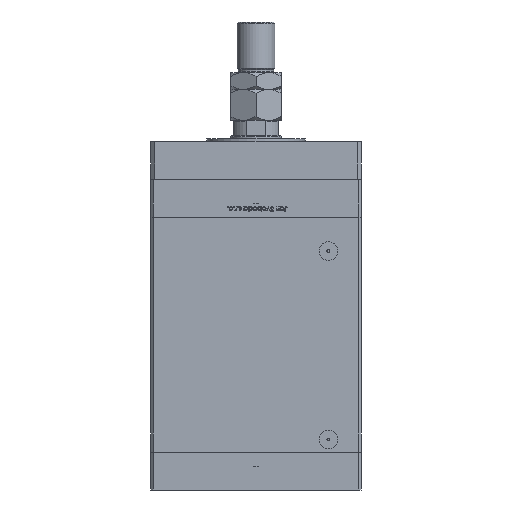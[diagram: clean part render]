
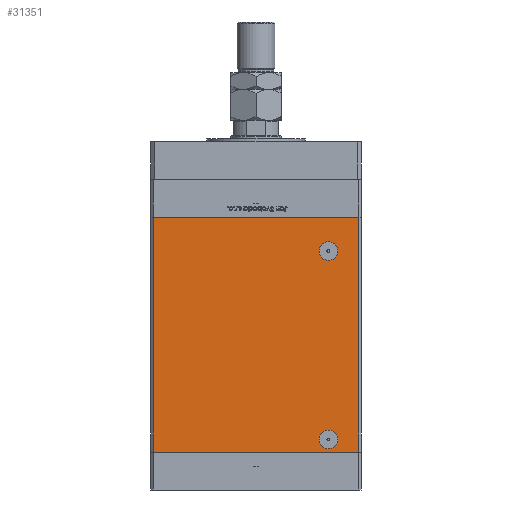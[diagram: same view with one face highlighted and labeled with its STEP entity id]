
A CAD part, front view. The second image highlights one B-rep face of the part: STEP entity #31351.
In plain terms, the highlighted planar face has unit normal (0, -1, 0).
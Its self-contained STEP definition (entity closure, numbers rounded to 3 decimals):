
#81 = DIRECTION ( 'NONE',  ( 0., 0., -1. ) ) ;
#1787 = AXIS2_PLACEMENT_3D ( 'NONE', #8994, #51148, #81 ) ;
#2812 = EDGE_CURVE ( 'NONE', #11921, #31405, #32279, .T. ) ;
#4035 = AXIS2_PLACEMENT_3D ( 'NONE', #6595, #32014, #23607 ) ;
#4671 = VERTEX_POINT ( 'NONE', #25835 ) ;
#5262 = VERTEX_POINT ( 'NONE', #52372 ) ;
#6595 = CARTESIAN_POINT ( 'NONE',  ( 51.5, -62.5, 9. ) ) ;
#7060 = CARTESIAN_POINT ( 'NONE',  ( -73., -62.5, 0. ) ) ;
#8994 = CARTESIAN_POINT ( 'NONE',  ( 51.5, -62.5, 9. ) ) ;
#9281 = EDGE_CURVE ( 'NONE', #31405, #4671, #9662, .T. ) ;
#9662 = LINE ( 'NONE', #16932, #20683 ) ;
#10163 = EDGE_CURVE ( 'NONE', #24038, #4671, #39121, .T. ) ;
#10282 = CIRCLE ( 'NONE', #4035, 6.58 ) ;
#10577 = VECTOR ( 'NONE', #24703, 1000. ) ;
#11583 = DIRECTION ( 'NONE',  ( 0., 0., 1. ) ) ;
#11921 = VERTEX_POINT ( 'NONE', #17291 ) ;
#12156 = EDGE_CURVE ( 'NONE', #35819, #5262, #31348, .T. ) ;
#14863 = AXIS2_PLACEMENT_3D ( 'NONE', #15481, #54294, #11583 ) ;
#15481 = CARTESIAN_POINT ( 'NONE',  ( -73., -62.5, 167. ) ) ;
#15625 = AXIS2_PLACEMENT_3D ( 'NONE', #16655, #21407, #38717 ) ;
#15759 = FACE_BOUND ( 'NONE', #35088, .T. ) ;
#16655 = CARTESIAN_POINT ( 'NONE',  ( 51.5, -62.5, 143. ) ) ;
#16664 = CARTESIAN_POINT ( 'NONE',  ( 51.5, -62.5, 143. ) ) ;
#16932 = CARTESIAN_POINT ( 'NONE',  ( 73., -62.5, 167. ) ) ;
#17291 = CARTESIAN_POINT ( 'NONE',  ( -73., -62.5, 167. ) ) ;
#18709 = CIRCLE ( 'NONE', #1787, 6.58 ) ;
#20389 = LINE ( 'NONE', #40773, #21837 ) ;
#20683 = VECTOR ( 'NONE', #33991, 1000. ) ;
#21407 = DIRECTION ( 'NONE',  ( 0., 1., 0. ) ) ;
#21757 = EDGE_CURVE ( 'NONE', #11921, #24038, #20389, .T. ) ;
#21837 = VECTOR ( 'NONE', #36329, 1000. ) ;
#21906 = EDGE_CURVE ( 'NONE', #38082, #48721, #10282, .T. ) ;
#23607 = DIRECTION ( 'NONE',  ( 0., 0., -1. ) ) ;
#23654 = ORIENTED_EDGE ( 'NONE', *, *, #10163, .T. ) ;
#24038 = VERTEX_POINT ( 'NONE', #7060 ) ;
#24421 = FACE_OUTER_BOUND ( 'NONE', #31185, .T. ) ;
#24703 = DIRECTION ( 'NONE',  ( 1., 0., 0. ) ) ;
#25010 = ORIENTED_EDGE ( 'NONE', *, *, #21757, .T. ) ;
#25593 = ORIENTED_EDGE ( 'NONE', *, *, #26231, .T. ) ;
#25835 = CARTESIAN_POINT ( 'NONE',  ( 73., -62.5, 0. ) ) ;
#26231 = EDGE_CURVE ( 'NONE', #5262, #35819, #45037, .T. ) ;
#26552 = CARTESIAN_POINT ( 'NONE',  ( -73., -62.5, 0. ) ) ;
#31185 = EDGE_LOOP ( 'NONE', ( #23654, #39062, #49244, #25010 ) ) ;
#31348 = CIRCLE ( 'NONE', #53616, 6.58 ) ;
#31351 = ADVANCED_FACE ( 'NONE', ( #15759, #24421, #41459 ), #31993, .F. ) ;
#31405 = VERTEX_POINT ( 'NONE', #44531 ) ;
#31993 = PLANE ( 'NONE',  #14863 ) ;
#32014 = DIRECTION ( 'NONE',  ( 0., -1., 0. ) ) ;
#32279 = LINE ( 'NONE', #41749, #10577 ) ;
#33451 = DIRECTION ( 'NONE',  ( 0., 1., 0. ) ) ;
#33991 = DIRECTION ( 'NONE',  ( 0., 0., -1. ) ) ;
#35088 = EDGE_LOOP ( 'NONE', ( #45233, #51891 ) ) ;
#35819 = VERTEX_POINT ( 'NONE', #38737 ) ;
#36329 = DIRECTION ( 'NONE',  ( 0., 0., -1. ) ) ;
#38082 = VERTEX_POINT ( 'NONE', #46007 ) ;
#38166 = DIRECTION ( 'NONE',  ( 0., 0., -1. ) ) ;
#38717 = DIRECTION ( 'NONE',  ( 0., 0., -1. ) ) ;
#38737 = CARTESIAN_POINT ( 'NONE',  ( 51.5, -62.5, 149.58 ) ) ;
#39062 = ORIENTED_EDGE ( 'NONE', *, *, #9281, .F. ) ;
#39121 = LINE ( 'NONE', #26552, #46548 ) ;
#40773 = CARTESIAN_POINT ( 'NONE',  ( -73., -62.5, 167. ) ) ;
#41459 = FACE_BOUND ( 'NONE', #54680, .T. ) ;
#41749 = CARTESIAN_POINT ( 'NONE',  ( -73., -62.5, 167. ) ) ;
#42165 = EDGE_CURVE ( 'NONE', #48721, #38082, #18709, .T. ) ;
#43855 = DIRECTION ( 'NONE',  ( 1., 0., 0. ) ) ;
#44531 = CARTESIAN_POINT ( 'NONE',  ( 73., -62.5, 167. ) ) ;
#45037 = CIRCLE ( 'NONE', #15625, 6.58 ) ;
#45078 = ORIENTED_EDGE ( 'NONE', *, *, #12156, .T. ) ;
#45233 = ORIENTED_EDGE ( 'NONE', *, *, #42165, .F. ) ;
#46007 = CARTESIAN_POINT ( 'NONE',  ( 51.5, -62.5, 15.58 ) ) ;
#46548 = VECTOR ( 'NONE', #43855, 1000. ) ;
#48721 = VERTEX_POINT ( 'NONE', #50209 ) ;
#49244 = ORIENTED_EDGE ( 'NONE', *, *, #2812, .F. ) ;
#50209 = CARTESIAN_POINT ( 'NONE',  ( 51.5, -62.5, 2.42 ) ) ;
#51148 = DIRECTION ( 'NONE',  ( 0., -1., 0. ) ) ;
#51891 = ORIENTED_EDGE ( 'NONE', *, *, #21906, .F. ) ;
#52372 = CARTESIAN_POINT ( 'NONE',  ( 51.5, -62.5, 136.42 ) ) ;
#53616 = AXIS2_PLACEMENT_3D ( 'NONE', #16664, #33451, #38166 ) ;
#54294 = DIRECTION ( 'NONE',  ( 0., 1., 0. ) ) ;
#54680 = EDGE_LOOP ( 'NONE', ( #25593, #45078 ) ) ;
